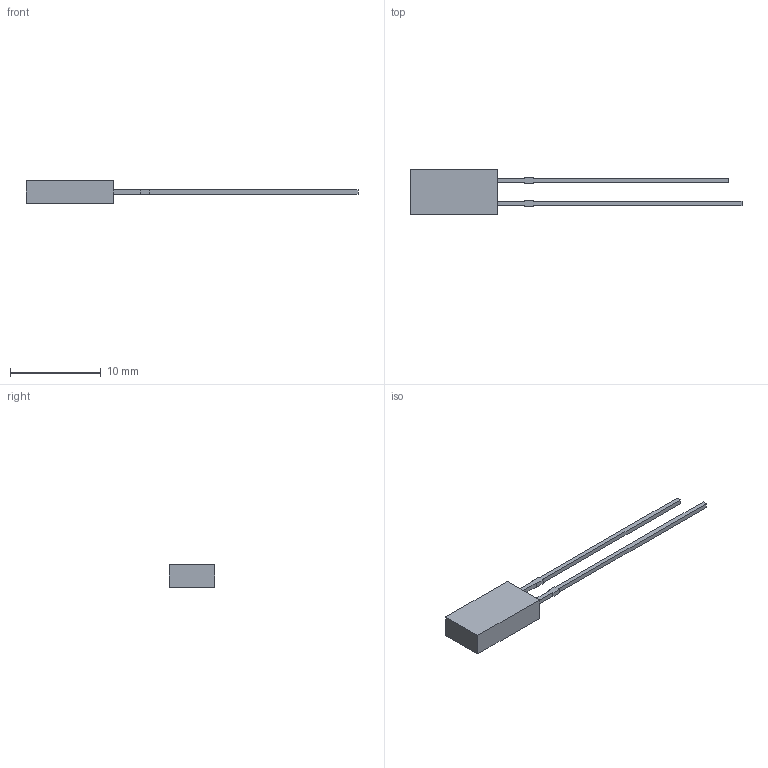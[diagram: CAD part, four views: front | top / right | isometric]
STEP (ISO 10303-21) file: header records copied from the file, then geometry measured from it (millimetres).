
FILE_DESCRIPTION (( 'STEP AP214' ), '1' );
FILE_NAME ('XSxx16.STEP', '2015-08-26T16:26:22', ( '' ), ( '' ), 'SwSTEP 2.0', 'SolidWorks 2012', '' );
FILE_SCHEMA (( 'AUTOMOTIVE_DESIGN' ));
Length unit declared in the file: millimetre
Products named in the file (1): XSxx16
Bounding box: 36.6 x 5 x 2.5 mm (x, y, z)
Volume: 133.3 mm3; surface area: 275.3 mm2
Topology: 1 solids, 1 shells, 222 faces, 606 edges, 404 vertices
Faces by surface type: plane 154, bspline 68
Entity records: 12082 total; most frequent: CARTESIAN_POINT 4445, ORIENTED_EDGE 1212, DIRECTION 780, EDGE_CURVE 606, LINE 470, VECTOR 470, VERTEX_POINT 404, EDGE_LOOP 240
